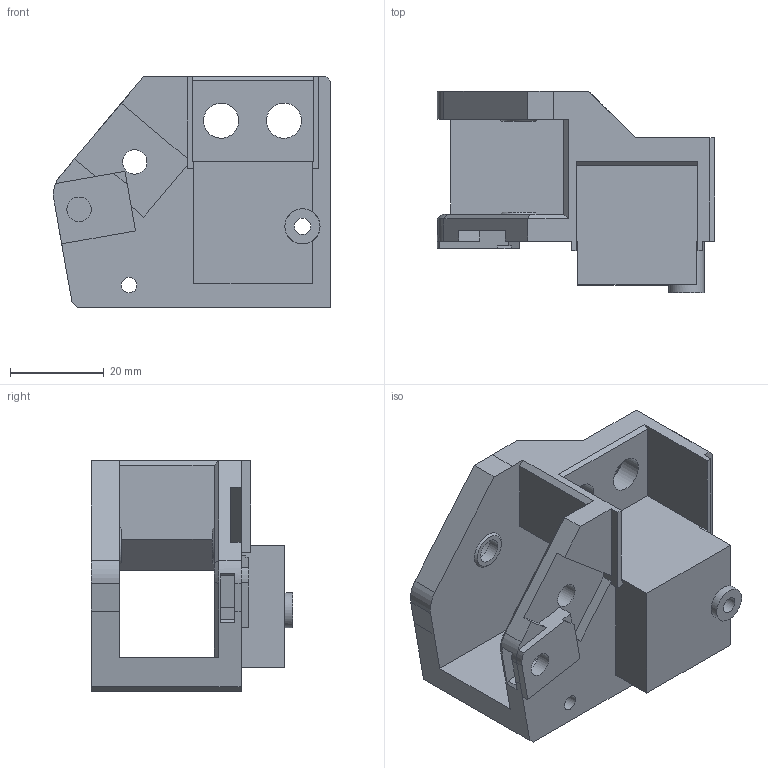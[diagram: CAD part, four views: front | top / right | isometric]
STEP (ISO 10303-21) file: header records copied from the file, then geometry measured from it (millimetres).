
FILE_DESCRIPTION(/* description */ (''),/* implementation_level */ '2;1');
FILE_NAME(/* name */ 'Left XY Bottom.step',/* time_stamp */ '2023-04-14T10:25:22-05:00',/* author */ (''),/* organization */ (''),/* preprocessor_version */ 'ST-DEVELOPER v19.2',/* originating_system */ 'Autodesk Translation Framework v11.17.0.187',/* authorisation */ '');
FILE_SCHEMA (('AUTOMOTIVE_DESIGN { 1 0 10303 214 3 1 1 }'));
Length unit declared in the file: millimetre
Products named in the file (2): Left-Bottom XY Joiner; Component2
Assembly tree (1 placements, depth 2):
  Left-Bottom XY Joiner
    Component2
Bounding box: 59.14 x 43.02 x 49.25 mm (x, y, z)
Volume: 40664.7 mm3; surface area: 16915.7 mm2
Topology: 1 solids, 1 shells, 100 faces, 283 edges, 187 vertices
Faces by surface type: plane 80, cylinder 15, cone 4, bspline 1
Full cylindrical faces by diameter (mm): 3.3 x1, 3.5 x1, 5.2 x4, 7.5 x5, 8.75 x1
Entity records: 3428 total; most frequent: CARTESIAN_POINT 707, ORIENTED_EDGE 568, DIRECTION 522, EDGE_CURVE 284, LINE 238, VECTOR 238, VERTEX_POINT 187, AXIS2_PLACEMENT_3D 142
